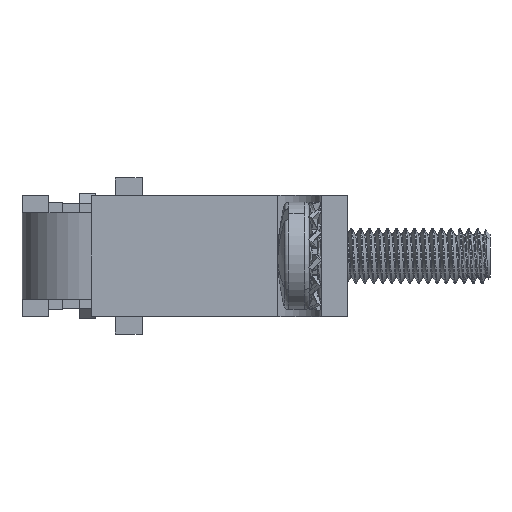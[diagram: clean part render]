
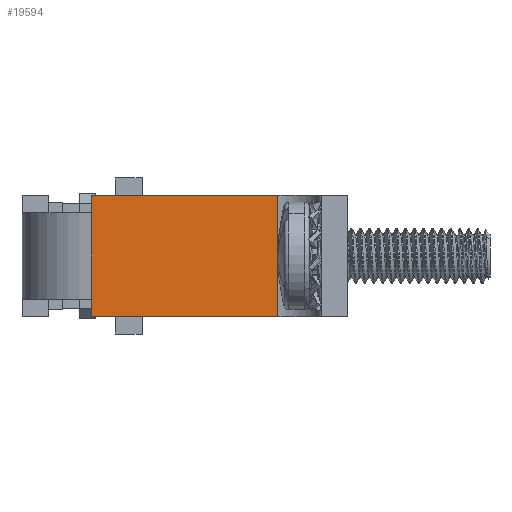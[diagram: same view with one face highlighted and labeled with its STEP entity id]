
A CAD part, left-side view. The second image highlights one B-rep face of the part: STEP entity #19594.
In plain terms, the highlighted planar face has unit normal (-1, 0, 0).
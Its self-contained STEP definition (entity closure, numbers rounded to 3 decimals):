
#1012 = CARTESIAN_POINT ( 'NONE',  ( -32.893, -1.016, 5.334 ) ) ;
#1098 = ORIENTED_EDGE ( 'NONE', *, *, #11664, .F. ) ;
#1755 = DIRECTION ( 'NONE',  ( 0., -1., 0. ) ) ;
#2027 = CARTESIAN_POINT ( 'NONE',  ( -32.893, -1.016, 5.334 ) ) ;
#2862 = CARTESIAN_POINT ( 'NONE',  ( -32.893, -1.016, 3.81 ) ) ;
#3780 = LINE ( 'NONE', #21375, #31451 ) ;
#4495 = EDGE_CURVE ( 'NONE', #29929, #22366, #20482, .T. ) ;
#5105 = DIRECTION ( 'NONE',  ( 0., 0., -1. ) ) ;
#5952 = LINE ( 'NONE', #20058, #11013 ) ;
#6093 = EDGE_CURVE ( 'NONE', #22621, #23874, #23697, .T. ) ;
#6670 = DIRECTION ( 'NONE',  ( 1., 0., 0. ) ) ;
#7482 = CARTESIAN_POINT ( 'NONE',  ( -32.893, -1.016, -3.81 ) ) ;
#8713 = VERTEX_POINT ( 'NONE', #2027 ) ;
#8714 = ORIENTED_EDGE ( 'NONE', *, *, #4495, .T. ) ;
#8730 = EDGE_LOOP ( 'NONE', ( #23471, #10045, #1098, #25946, #8714, #11710 ) ) ;
#8813 = VECTOR ( 'NONE', #32218, 1000. ) ;
#8985 = VERTEX_POINT ( 'NONE', #30152 ) ;
#9340 = DIRECTION ( 'NONE',  ( 0., -1., 0. ) ) ;
#10045 = ORIENTED_EDGE ( 'NONE', *, *, #19866, .F. ) ;
#10586 = EDGE_CURVE ( 'NONE', #22366, #22621, #16075, .T. ) ;
#11013 = VECTOR ( 'NONE', #9340, 1000. ) ;
#11664 = EDGE_CURVE ( 'NONE', #8713, #8985, #5952, .T. ) ;
#11710 = ORIENTED_EDGE ( 'NONE', *, *, #10586, .T. ) ;
#12725 = VECTOR ( 'NONE', #27420, 1000. ) ;
#13514 = FACE_OUTER_BOUND ( 'NONE', #8730, .T. ) ;
#15342 = EDGE_CURVE ( 'NONE', #8713, #29929, #26987, .T. ) ;
#16075 = LINE ( 'NONE', #30142, #12725 ) ;
#17295 = PLANE ( 'NONE',  #33530 ) ;
#19594 = ADVANCED_FACE ( 'NONE', ( #13514 ), #17295, .F. ) ;
#19866 = EDGE_CURVE ( 'NONE', #8985, #23874, #3780, .T. ) ;
#20058 = CARTESIAN_POINT ( 'NONE',  ( -32.893, -1.016, 5.334 ) ) ;
#20482 = LINE ( 'NONE', #29664, #8813 ) ;
#21375 = CARTESIAN_POINT ( 'NONE',  ( -32.893, -17.399, 5.334 ) ) ;
#22366 = VERTEX_POINT ( 'NONE', #7482 ) ;
#22621 = VERTEX_POINT ( 'NONE', #29824 ) ;
#22681 = CARTESIAN_POINT ( 'NONE',  ( -32.893, -1.016, 5.334 ) ) ;
#22702 = DIRECTION ( 'NONE',  ( 0., 0., -1. ) ) ;
#23471 = ORIENTED_EDGE ( 'NONE', *, *, #6093, .T. ) ;
#23697 = LINE ( 'NONE', #27540, #29164 ) ;
#23794 = CARTESIAN_POINT ( 'NONE',  ( -32.893, -17.399, -5.334 ) ) ;
#23874 = VERTEX_POINT ( 'NONE', #23794 ) ;
#25374 = DIRECTION ( 'NONE',  ( 0., 1., 0. ) ) ;
#25946 = ORIENTED_EDGE ( 'NONE', *, *, #15342, .T. ) ;
#26987 = LINE ( 'NONE', #1012, #33284 ) ;
#27420 = DIRECTION ( 'NONE',  ( 0., 0., -1. ) ) ;
#27540 = CARTESIAN_POINT ( 'NONE',  ( -32.893, -1.016, -5.334 ) ) ;
#29164 = VECTOR ( 'NONE', #1755, 1000. ) ;
#29664 = CARTESIAN_POINT ( 'NONE',  ( -32.893, -1.016, 5.334 ) ) ;
#29824 = CARTESIAN_POINT ( 'NONE',  ( -32.893, -1.016, -5.334 ) ) ;
#29929 = VERTEX_POINT ( 'NONE', #2862 ) ;
#30142 = CARTESIAN_POINT ( 'NONE',  ( -32.893, -1.016, 5.334 ) ) ;
#30152 = CARTESIAN_POINT ( 'NONE',  ( -32.893, -17.399, 5.334 ) ) ;
#31451 = VECTOR ( 'NONE', #5105, 1000. ) ;
#32218 = DIRECTION ( 'NONE',  ( 0., 0., -1. ) ) ;
#33284 = VECTOR ( 'NONE', #22702, 1000. ) ;
#33530 = AXIS2_PLACEMENT_3D ( 'NONE', #22681, #6670, #25374 ) ;
